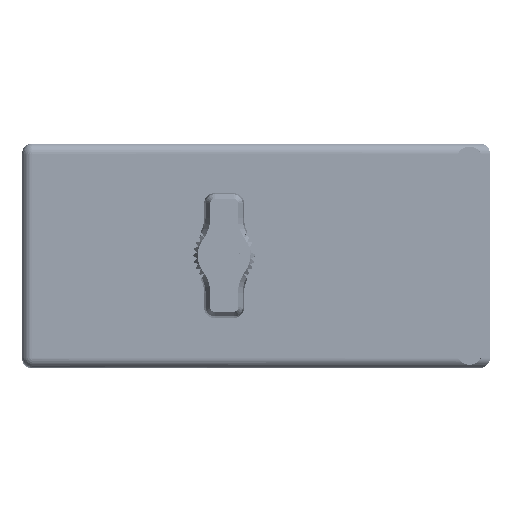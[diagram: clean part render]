
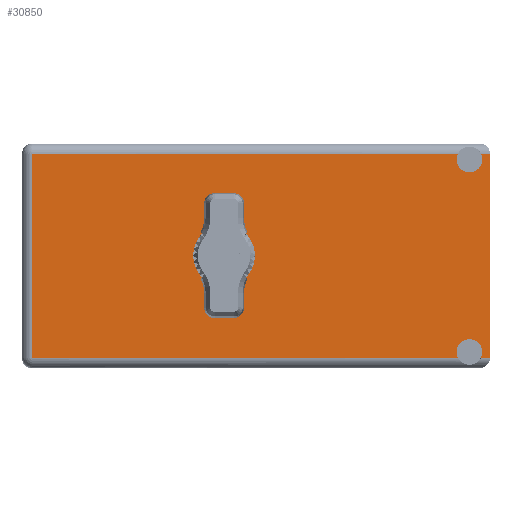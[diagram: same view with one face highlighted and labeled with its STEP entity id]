
A CAD part, top view. The second image highlights one B-rep face of the part: STEP entity #30850.
In plain terms, the highlighted face is planar.
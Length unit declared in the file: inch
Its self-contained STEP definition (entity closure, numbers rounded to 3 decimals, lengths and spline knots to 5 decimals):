
#793 = FACE_BOUND ( 'NONE', #108954, .T. ) ;
#4362 = CARTESIAN_POINT ( 'NONE',  ( 1.6725, 1.93, -0.656 ) ) ;
#5632 = VERTEX_POINT ( 'NONE', #81812 ) ;
#6113 = CARTESIAN_POINT ( 'NONE',  ( 1.8125, 1.93, 0.695 ) ) ;
#8821 = VERTEX_POINT ( 'NONE', #90832 ) ;
#10615 = CARTESIAN_POINT ( 'NONE',  ( 1.75083, 1.93, -0.695 ) ) ;
#12414 = VERTEX_POINT ( 'NONE', #10615 ) ;
#13271 = VECTOR ( 'NONE', #65809, 39.37008 ) ;
#14571 = VERTEX_POINT ( 'NONE', #69562 ) ;
#15160 = EDGE_CURVE ( 'NONE', #42809, #85950, #79724, .T. ) ;
#15311 = AXIS2_PLACEMENT_3D ( 'NONE', #4362, #51198, #67018 ) ;
#16849 = VECTOR ( 'NONE', #102920, 39.37008 ) ;
#17141 = EDGE_CURVE ( 'NONE', #42809, #22333, #104877, .T. ) ;
#17814 = CARTESIAN_POINT ( 'NONE',  ( -1.3775, 1.93, -0.765 ) ) ;
#18134 = DIRECTION ( 'NONE',  ( 0., 0., 1. ) ) ;
#18171 = ORIENTED_EDGE ( 'NONE', *, *, #38825, .F. ) ;
#18279 = VECTOR ( 'NONE', #55289, 39.37008 ) ;
#20889 = AXIS2_PLACEMENT_3D ( 'NONE', #17814, #98649, #96899 ) ;
#22333 = VERTEX_POINT ( 'NONE', #91795 ) ;
#22671 = LINE ( 'NONE', #50181, #23976 ) ;
#23955 = DIRECTION ( 'NONE',  ( 0., 0., 1. ) ) ;
#23976 = VECTOR ( 'NONE', #41976, 39.37008 ) ;
#24547 = DIRECTION ( 'NONE',  ( 0., 1., 0. ) ) ;
#26533 = CIRCLE ( 'NONE', #15311, 0.0875 ) ;
#27292 = VERTEX_POINT ( 'NONE', #99268 ) ;
#27496 = CARTESIAN_POINT ( 'NONE',  ( 1.6725, 1.93, 0.656 ) ) ;
#28929 = CARTESIAN_POINT ( 'NONE',  ( 1.8125, 1.93, 0.765 ) ) ;
#30850 = ADVANCED_FACE ( 'NONE', ( #793, #44149 ), #53518, .T. ) ;
#31557 = VERTEX_POINT ( 'NONE', #33629 ) ;
#33629 = CARTESIAN_POINT ( 'NONE',  ( 0., 1.93, 0.17 ) ) ;
#34293 = ORIENTED_EDGE ( 'NONE', *, *, #58012, .T. ) ;
#34640 = CARTESIAN_POINT ( 'NONE',  ( 1.8125, 1.93, 0.695 ) ) ;
#34684 = CIRCLE ( 'NONE', #107632, 0.0875 ) ;
#36041 = LINE ( 'NONE', #96422, #97249 ) ;
#36234 = CARTESIAN_POINT ( 'NONE',  ( 1.6725, 1.93, -0.656 ) ) ;
#36624 = ORIENTED_EDGE ( 'NONE', *, *, #73189, .F. ) ;
#36756 = ORIENTED_EDGE ( 'NONE', *, *, #42129, .T. ) ;
#38825 = EDGE_CURVE ( 'NONE', #8821, #85950, #63484, .T. ) ;
#39367 = ORIENTED_EDGE ( 'NONE', *, *, #112604, .T. ) ;
#39548 = CARTESIAN_POINT ( 'NONE',  ( 0., 1.93, -0.17 ) ) ;
#40240 = CARTESIAN_POINT ( 'NONE',  ( -1.3775, 1.93, -0.695 ) ) ;
#41976 = DIRECTION ( 'NONE',  ( 1., 0., 0. ) ) ;
#42129 = EDGE_CURVE ( 'NONE', #57772, #5632, #111138, .T. ) ;
#42809 = VERTEX_POINT ( 'NONE', #67920 ) ;
#44149 = FACE_OUTER_BOUND ( 'NONE', #110368, .T. ) ;
#44517 = ORIENTED_EDGE ( 'NONE', *, *, #17141, .F. ) ;
#47107 = CARTESIAN_POINT ( 'NONE',  ( 1.59417, 1.93, -0.695 ) ) ;
#47684 = LINE ( 'NONE', #103289, #13271 ) ;
#50181 = CARTESIAN_POINT ( 'NONE',  ( 1.8125, 1.93, 0.695 ) ) ;
#51198 = DIRECTION ( 'NONE',  ( 0., 1., 0. ) ) ;
#51472 = CARTESIAN_POINT ( 'NONE',  ( 0., 1.93, 0. ) ) ;
#53518 = PLANE ( 'NONE',  #20889 ) ;
#53941 = AXIS2_PLACEMENT_3D ( 'NONE', #82665, #102532, #56874 ) ;
#55289 = DIRECTION ( 'NONE',  ( 0., 0., 1. ) ) ;
#56874 = DIRECTION ( 'NONE',  ( 0., 0., 1. ) ) ;
#57598 = ORIENTED_EDGE ( 'NONE', *, *, #15160, .T. ) ;
#57772 = VERTEX_POINT ( 'NONE', #47107 ) ;
#58012 = EDGE_CURVE ( 'NONE', #8821, #12414, #47684, .T. ) ;
#60361 = AXIS2_PLACEMENT_3D ( 'NONE', #91458, #65038, #80912 ) ;
#63484 = LINE ( 'NONE', #28929, #18279 ) ;
#63676 = VECTOR ( 'NONE', #97325, 39.37008 ) ;
#65038 = DIRECTION ( 'NONE',  ( 0., 1., 0. ) ) ;
#65809 = DIRECTION ( 'NONE',  ( -1., 0., 0. ) ) ;
#67018 = DIRECTION ( 'NONE',  ( 0., 0., 1. ) ) ;
#67920 = CARTESIAN_POINT ( 'NONE',  ( 1.75083, 1.93, 0.695 ) ) ;
#69562 = CARTESIAN_POINT ( 'NONE',  ( 1.6725, 1.93, -0.5685 ) ) ;
#71956 = DIRECTION ( 'NONE',  ( 0., 1., 0. ) ) ;
#72052 = EDGE_CURVE ( 'NONE', #78349, #31557, #104432, .T. ) ;
#73189 = EDGE_CURVE ( 'NONE', #31557, #78349, #89760, .T. ) ;
#74247 = VERTEX_POINT ( 'NONE', #106096 ) ;
#78349 = VERTEX_POINT ( 'NONE', #39548 ) ;
#79724 = LINE ( 'NONE', #34640, #63676 ) ;
#80912 = DIRECTION ( 'NONE',  ( 0., 0., 1. ) ) ;
#81812 = CARTESIAN_POINT ( 'NONE',  ( -1.3075, 1.93, -0.695 ) ) ;
#82665 = CARTESIAN_POINT ( 'NONE',  ( 0., 1.93, 0. ) ) ;
#84167 = ORIENTED_EDGE ( 'NONE', *, *, #105048, .F. ) ;
#84308 = AXIS2_PLACEMENT_3D ( 'NONE', #27496, #98393, #18134 ) ;
#85425 = ORIENTED_EDGE ( 'NONE', *, *, #99981, .F. ) ;
#85950 = VERTEX_POINT ( 'NONE', #6113 ) ;
#89760 = CIRCLE ( 'NONE', #95413, 0.17 ) ;
#90266 = ORIENTED_EDGE ( 'NONE', *, *, #111045, .T. ) ;
#90832 = CARTESIAN_POINT ( 'NONE',  ( 1.8125, 1.93, -0.695 ) ) ;
#91458 = CARTESIAN_POINT ( 'NONE',  ( 1.6725, 1.93, 0.656 ) ) ;
#91517 = EDGE_CURVE ( 'NONE', #14571, #12414, #26533, .T. ) ;
#91795 = CARTESIAN_POINT ( 'NONE',  ( 1.6725, 1.93, 0.5685 ) ) ;
#95413 = AXIS2_PLACEMENT_3D ( 'NONE', #51472, #24547, #23955 ) ;
#96422 = CARTESIAN_POINT ( 'NONE',  ( -1.3075, 1.93, -0.765 ) ) ;
#96899 = DIRECTION ( 'NONE',  ( -1., 0., 0. ) ) ;
#97249 = VECTOR ( 'NONE', #98161, 39.37008 ) ;
#97325 = DIRECTION ( 'NONE',  ( 1., 0., 0. ) ) ;
#98161 = DIRECTION ( 'NONE',  ( 0., 0., 1. ) ) ;
#98393 = DIRECTION ( 'NONE',  ( 0., 1., 0. ) ) ;
#98649 = DIRECTION ( 'NONE',  ( 0., 1., 0. ) ) ;
#98848 = ORIENTED_EDGE ( 'NONE', *, *, #91517, .F. ) ;
#99268 = CARTESIAN_POINT ( 'NONE',  ( 1.59417, 1.93, 0.695 ) ) ;
#99981 = EDGE_CURVE ( 'NONE', #22333, #27292, #114646, .T. ) ;
#102532 = DIRECTION ( 'NONE',  ( 0., 1., 0. ) ) ;
#102920 = DIRECTION ( 'NONE',  ( -1., 0., 0. ) ) ;
#103289 = CARTESIAN_POINT ( 'NONE',  ( -1.3775, 1.93, -0.695 ) ) ;
#104432 = CIRCLE ( 'NONE', #53941, 0.17 ) ;
#104864 = ORIENTED_EDGE ( 'NONE', *, *, #72052, .F. ) ;
#104877 = CIRCLE ( 'NONE', #84308, 0.0875 ) ;
#105048 = EDGE_CURVE ( 'NONE', #57772, #14571, #34684, .T. ) ;
#106096 = CARTESIAN_POINT ( 'NONE',  ( -1.3075, 1.93, 0.695 ) ) ;
#107121 = DIRECTION ( 'NONE',  ( 0., 0., 1. ) ) ;
#107632 = AXIS2_PLACEMENT_3D ( 'NONE', #36234, #71956, #107121 ) ;
#108954 = EDGE_LOOP ( 'NONE', ( #36624, #104864 ) ) ;
#110368 = EDGE_LOOP ( 'NONE', ( #90266, #85425, #44517, #57598, #18171, #34293, #98848, #84167, #36756, #39367 ) ) ;
#111045 = EDGE_CURVE ( 'NONE', #74247, #27292, #22671, .T. ) ;
#111138 = LINE ( 'NONE', #40240, #16849 ) ;
#112604 = EDGE_CURVE ( 'NONE', #5632, #74247, #36041, .T. ) ;
#114646 = CIRCLE ( 'NONE', #60361, 0.0875 ) ;
